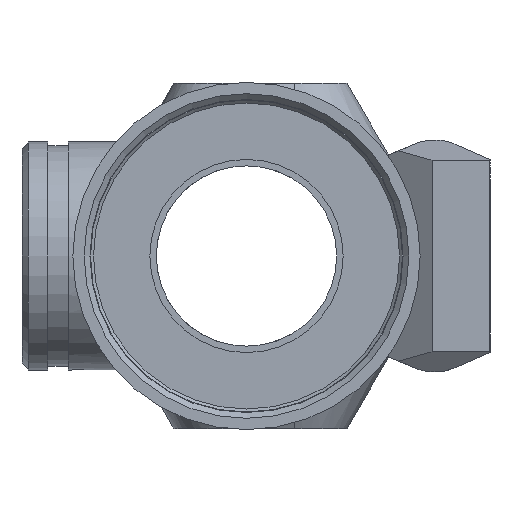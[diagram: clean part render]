
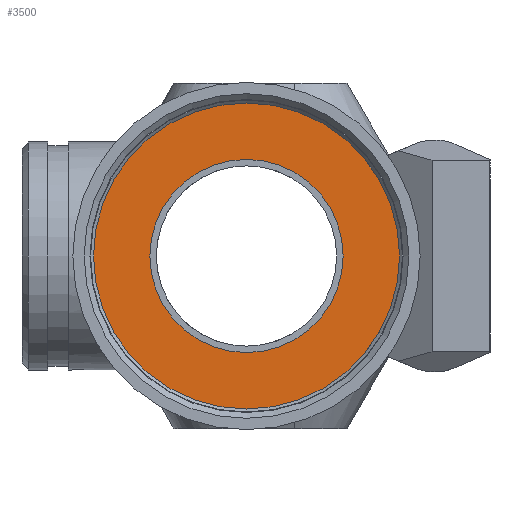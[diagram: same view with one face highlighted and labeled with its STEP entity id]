
A CAD part, left-side view. The second image highlights one B-rep face of the part: STEP entity #3500.
In plain terms, the highlighted planar face has unit normal (-1, 0, 0).
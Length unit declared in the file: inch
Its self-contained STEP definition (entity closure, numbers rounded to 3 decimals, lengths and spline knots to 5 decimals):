
#3457=CARTESIAN_POINT('',(-3.157,0.306,0.0));
#3458=VERTEX_POINT('',#3457);
#3459=CARTESIAN_POINT('',(-3.157,0.9,0.0));
#3460=DIRECTION('',(1.0,0.0,0.0));
#3461=DIRECTION('',(0.0,-1.0,0.0));
#3462=AXIS2_PLACEMENT_3D('',#3459,#3460,#3461);
#3463=CIRCLE('',#3462,0.594);
#3464=EDGE_CURVE('',#3458,#3458,#3463,.T.);
#3481=CARTESIAN_POINT('',(-3.157,0.4155,0.0));
#3482=DIRECTION('',(1.0,0.0,0.0));
#3483=DIRECTION('',(0.0,0.0,-1.0));
#3484=AXIS2_PLACEMENT_3D('',#3481,#3482,#3483);
#3485=PLANE('',#3484);
#3486=ORIENTED_EDGE('',*,*,#3464,.F.);
#3487=EDGE_LOOP('',(#3486));
#3488=FACE_OUTER_BOUND('',#3487,.T.);
#3489=CARTESIAN_POINT('',(-3.157,0.525,0.0));
#3490=VERTEX_POINT('',#3489);
#3491=CARTESIAN_POINT('',(-3.157,0.9,0.0));
#3492=DIRECTION('',(1.0,0.0,0.0));
#3493=DIRECTION('',(0.0,-1.0,0.0));
#3494=AXIS2_PLACEMENT_3D('',#3491,#3492,#3493);
#3495=CIRCLE('',#3494,0.375);
#3496=EDGE_CURVE('',#3490,#3490,#3495,.T.);
#3497=ORIENTED_EDGE('',*,*,#3496,.T.);
#3498=EDGE_LOOP('',(#3497));
#3499=FACE_BOUND('',#3498,.T.);
#3500=ADVANCED_FACE('',(#3488,#3499),#3485,.F.);
